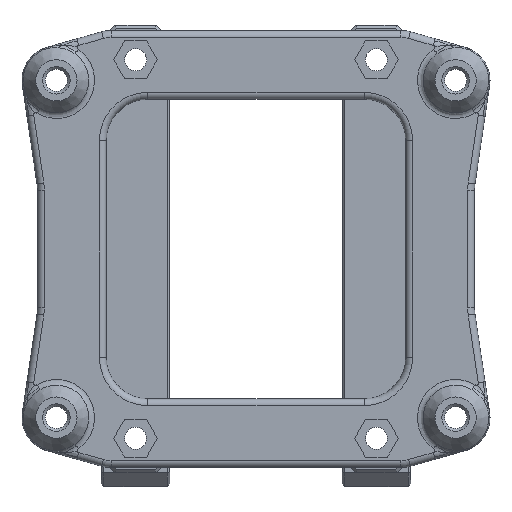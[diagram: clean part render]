
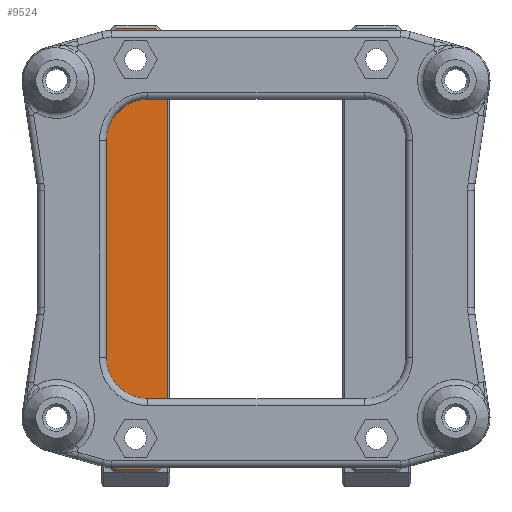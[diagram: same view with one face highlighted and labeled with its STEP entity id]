
A CAD part, top view. The second image highlights one B-rep face of the part: STEP entity #9524.
In plain terms, the highlighted planar face has unit normal (0, 0, 1).
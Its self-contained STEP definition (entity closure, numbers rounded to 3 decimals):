
#162=CIRCLE('',#10039,2.15);
#164=CIRCLE('',#10042,2.15);
#410=FACE_BOUND('',#1500,.T.);
#411=FACE_BOUND('',#1501,.T.);
#532=PLANE('',#10041);
#936=FACE_OUTER_BOUND('',#1499,.T.);
#1499=EDGE_LOOP('',(#7289,#7290,#7291,#7292,#7293,#7294,#7295,#7296));
#1500=EDGE_LOOP('',(#7297));
#1501=EDGE_LOOP('',(#7298));
#2200=LINE('',#14254,#3148);
#2202=LINE('',#14258,#3150);
#2207=LINE('',#14268,#3155);
#2208=LINE('',#14271,#3156);
#2275=LINE('',#14404,#3223);
#2342=LINE('',#14546,#3290);
#2343=LINE('',#14547,#3291);
#2344=LINE('',#14548,#3292);
#3148=VECTOR('',#11027,10.);
#3150=VECTOR('',#11031,10.);
#3155=VECTOR('',#11038,10.);
#3156=VECTOR('',#11041,10.);
#3223=VECTOR('',#11114,10.);
#3290=VECTOR('',#11255,10.);
#3291=VECTOR('',#11256,10.);
#3292=VECTOR('',#11257,10.);
#4323=VERTEX_POINT('',#14251);
#4324=VERTEX_POINT('',#14253);
#4325=VERTEX_POINT('',#14257);
#4327=VERTEX_POINT('',#14262);
#4329=VERTEX_POINT('',#14266);
#4330=VERTEX_POINT('',#14270);
#4393=VERTEX_POINT('',#14403);
#4429=VERTEX_POINT('',#14539);
#4431=VERTEX_POINT('',#14545);
#4432=VERTEX_POINT('',#14549);
#5331=EDGE_CURVE('',#4323,#4324,#2200,.T.);
#5333=EDGE_CURVE('',#4324,#4325,#2202,.T.);
#5338=EDGE_CURVE('',#4329,#4327,#2207,.T.);
#5339=EDGE_CURVE('',#4327,#4330,#2208,.T.);
#5406=EDGE_CURVE('',#4325,#4393,#2275,.T.);
#5474=EDGE_CURVE('',#4429,#4429,#162,.T.);
#5477=EDGE_CURVE('',#4431,#4329,#2342,.T.);
#5478=EDGE_CURVE('',#4393,#4431,#2343,.T.);
#5479=EDGE_CURVE('',#4330,#4323,#2344,.T.);
#5480=EDGE_CURVE('',#4432,#4432,#164,.T.);
#7289=ORIENTED_EDGE('',*,*,#5338,.F.);
#7290=ORIENTED_EDGE('',*,*,#5477,.F.);
#7291=ORIENTED_EDGE('',*,*,#5478,.F.);
#7292=ORIENTED_EDGE('',*,*,#5406,.F.);
#7293=ORIENTED_EDGE('',*,*,#5333,.F.);
#7294=ORIENTED_EDGE('',*,*,#5331,.F.);
#7295=ORIENTED_EDGE('',*,*,#5479,.F.);
#7296=ORIENTED_EDGE('',*,*,#5339,.F.);
#7297=ORIENTED_EDGE('',*,*,#5480,.F.);
#7298=ORIENTED_EDGE('',*,*,#5474,.F.);
#9524=ADVANCED_FACE('',(#936,#410,#411),#532,.F.);
#10039=AXIS2_PLACEMENT_3D('',#14540,#11248,#11249);
#10041=AXIS2_PLACEMENT_3D('',#14544,#11253,#11254);
#10042=AXIS2_PLACEMENT_3D('',#14550,#11258,#11259);
#11027=DIRECTION('',(0.707,0.707,0.));
#11031=DIRECTION('',(1.,0.,0.));
#11038=DIRECTION('',(-1.,0.,0.));
#11041=DIRECTION('',(-0.707,0.707,0.));
#11114=DIRECTION('',(0.707,-0.707,0.));
#11248=DIRECTION('center_axis',(0.,0.,
1.));
#11249=DIRECTION('ref_axis',(1.,0.,0.));
#11253=DIRECTION('center_axis',(0.,0.,
-1.));
#11254=DIRECTION('ref_axis',(-1.,0.,0.));
#11255=DIRECTION('',(-0.707,-0.707,0.));
#11256=DIRECTION('',(0.,-1.,0.));
#11257=DIRECTION('',(0.,1.,0.));
#11258=DIRECTION('center_axis',(0.,0.,
1.));
#11259=DIRECTION('ref_axis',(1.,0.,0.));
#14251=CARTESIAN_POINT('',(8.134,1.414,3.35));
#14253=CARTESIAN_POINT('',(9.9,3.18,3.35));
#14254=CARTESIAN_POINT('',(9.267,2.547,3.35));
#14257=CARTESIAN_POINT('',(70.569,3.18,3.35));
#14258=CARTESIAN_POINT('',(29.484,3.18,3.35));
#14262=CARTESIAN_POINT('',(9.9,-6.02,3.35));
#14266=CARTESIAN_POINT('',(70.569,-6.02,3.35));
#14268=CARTESIAN_POINT('',(29.484,-6.02,3.35));
#14270=CARTESIAN_POINT('',(8.134,-4.255,3.35));
#14271=CARTESIAN_POINT('',(11.767,-7.888,3.35));
#14403=CARTESIAN_POINT('',(72.334,1.414,3.35));
#14404=CARTESIAN_POINT('',(60.452,13.297,3.35));
#14539=CARTESIAN_POINT('',(10.584,-1.42,3.35));
#14540=CARTESIAN_POINT('Origin',(12.734,-1.42,3.35));
#14544=CARTESIAN_POINT('Origin',(18.734,-6.42,3.35));
#14545=CARTESIAN_POINT('',(72.334,-4.255,3.35));
#14546=CARTESIAN_POINT('',(57.952,-18.638,3.35));
#14547=CARTESIAN_POINT('',(72.334,-1.42,3.35));
#14548=CARTESIAN_POINT('',(8.134,-6.42,3.35));
#14549=CARTESIAN_POINT('',(65.584,-1.42,3.35));
#14550=CARTESIAN_POINT('Origin',(67.734,-1.42,3.35));
